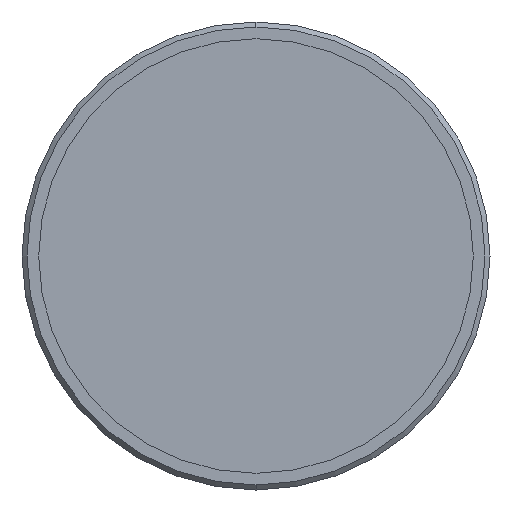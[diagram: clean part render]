
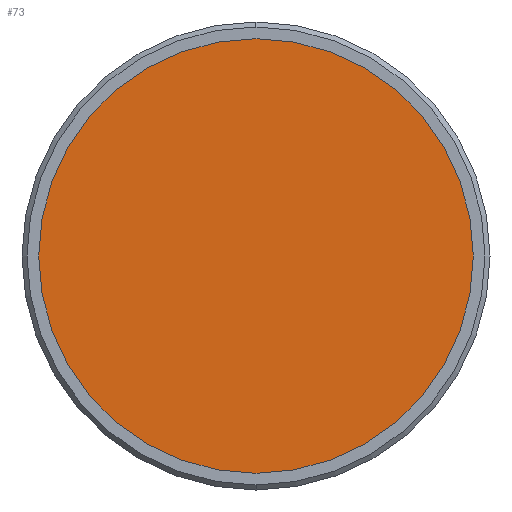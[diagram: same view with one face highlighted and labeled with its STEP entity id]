
A CAD part, left-side view. The second image highlights one B-rep face of the part: STEP entity #73.
In plain terms, the highlighted planar face has unit normal (-1, 0, 0).
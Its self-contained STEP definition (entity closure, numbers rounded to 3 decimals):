
#20 = DIRECTION ( 'NONE',  ( -1., 0., 0. ) ) ;
#45 = ORIENTED_EDGE ( 'NONE', *, *, #329, .T. ) ;
#73 = ADVANCED_FACE ( 'NONE', ( #559 ), #156, .F. ) ;
#82 = EDGE_CURVE ( 'NONE', #342, #398, #217, .T. ) ;
#101 = CARTESIAN_POINT ( 'NONE',  ( 0., 0., 0. ) ) ;
#121 = DIRECTION ( 'NONE',  ( -1., 0., 0. ) ) ;
#155 = DIRECTION ( 'NONE',  ( 1., 0., 0. ) ) ;
#156 = PLANE ( 'NONE',  #422 ) ;
#205 = AXIS2_PLACEMENT_3D ( 'NONE', #521, #121, #321 ) ;
#214 = EDGE_LOOP ( 'NONE', ( #221, #45 ) ) ;
#217 = CIRCLE ( 'NONE', #205, 13. ) ;
#221 = ORIENTED_EDGE ( 'NONE', *, *, #82, .T. ) ;
#321 = DIRECTION ( 'NONE',  ( 0., 0., 1. ) ) ;
#329 = EDGE_CURVE ( 'NONE', #398, #342, #465, .T. ) ;
#342 = VERTEX_POINT ( 'NONE', #493 ) ;
#398 = VERTEX_POINT ( 'NONE', #429 ) ;
#422 = AXIS2_PLACEMENT_3D ( 'NONE', #101, #155, #515 ) ;
#429 = CARTESIAN_POINT ( 'NONE',  ( 0., 0., -13. ) ) ;
#465 = CIRCLE ( 'NONE', #649, 13. ) ;
#493 = CARTESIAN_POINT ( 'NONE',  ( 0., 0., 13. ) ) ;
#515 = DIRECTION ( 'NONE',  ( 0., 0., -1. ) ) ;
#521 = CARTESIAN_POINT ( 'NONE',  ( 0., 0., 0. ) ) ;
#559 = FACE_OUTER_BOUND ( 'NONE', #214, .T. ) ;
#587 = CARTESIAN_POINT ( 'NONE',  ( 0., 0., 0. ) ) ;
#642 = DIRECTION ( 'NONE',  ( 0., 0., 1. ) ) ;
#649 = AXIS2_PLACEMENT_3D ( 'NONE', #587, #20, #642 ) ;
